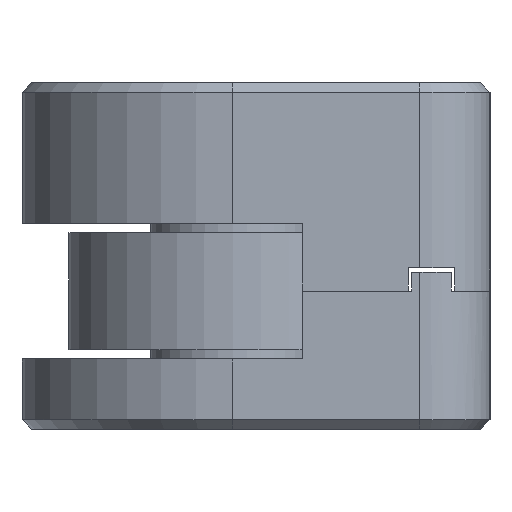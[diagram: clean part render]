
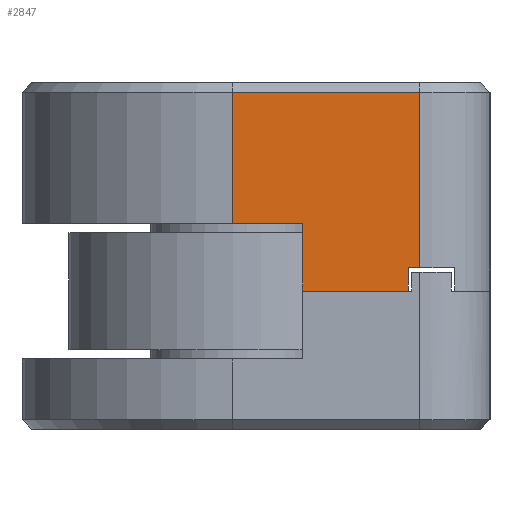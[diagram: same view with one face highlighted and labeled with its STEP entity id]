
A CAD part, left-side view. The second image highlights one B-rep face of the part: STEP entity #2847.
In plain terms, the highlighted planar face has unit normal (-1, 0, 0).
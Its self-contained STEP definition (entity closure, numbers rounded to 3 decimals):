
#155=PLANE('',#3167);
#310=FACE_OUTER_BOUND('',#506,.T.);
#506=EDGE_LOOP('',(#2411,#2412,#2413,#2414,#2415,#2416,#2417,#2418));
#671=LINE('',#4565,#924);
#708=LINE('',#4670,#961);
#711=LINE('',#4678,#964);
#732=LINE('',#4724,#985);
#737=LINE('',#4742,#990);
#744=LINE('',#4764,#997);
#746=LINE('',#4768,#999);
#747=LINE('',#4769,#1000);
#924=VECTOR('',#3708,10.);
#961=VECTOR('',#3809,10.);
#964=VECTOR('',#3816,10.);
#985=VECTOR('',#3861,10.);
#990=VECTOR('',#3880,10.);
#997=VECTOR('',#3907,10.);
#999=VECTOR('',#3911,10.);
#1000=VECTOR('',#3912,10.);
#1345=VERTEX_POINT('',#4559);
#1346=VERTEX_POINT('',#4563);
#1381=VERTEX_POINT('',#4667);
#1382=VERTEX_POINT('',#4669);
#1385=VERTEX_POINT('',#4677);
#1404=VERTEX_POINT('',#4741);
#1409=VERTEX_POINT('',#4763);
#1410=VERTEX_POINT('',#4767);
#1665=EDGE_CURVE('',#1345,#1346,#671,.T.);
#1717=EDGE_CURVE('',#1382,#1381,#708,.T.);
#1721=EDGE_CURVE('',#1385,#1382,#711,.T.);
#1745=EDGE_CURVE('',#1346,#1381,#732,.T.);
#1754=EDGE_CURVE('',#1404,#1385,#737,.T.);
#1764=EDGE_CURVE('',#1404,#1409,#744,.T.);
#1766=EDGE_CURVE('',#1410,#1345,#746,.T.);
#1767=EDGE_CURVE('',#1410,#1409,#747,.T.);
#2411=ORIENTED_EDGE('',*,*,#1665,.F.);
#2412=ORIENTED_EDGE('',*,*,#1766,.F.);
#2413=ORIENTED_EDGE('',*,*,#1767,.T.);
#2414=ORIENTED_EDGE('',*,*,#1764,.F.);
#2415=ORIENTED_EDGE('',*,*,#1754,.T.);
#2416=ORIENTED_EDGE('',*,*,#1721,.T.);
#2417=ORIENTED_EDGE('',*,*,#1717,.T.);
#2418=ORIENTED_EDGE('',*,*,#1745,.F.);
#2847=ADVANCED_FACE('',(#310),#155,.T.);
#3167=AXIS2_PLACEMENT_3D('',#4766,#3909,#3910);
#3708=DIRECTION('',(0.,-1.,0.));
#3809=DIRECTION('',(0.,-1.,0.));
#3816=DIRECTION('',(0.,0.,1.));
#3861=DIRECTION('',(0.,0.,-1.));
#3880=DIRECTION('',(0.,-1.,0.));
#3907=DIRECTION('',(0.,0.,1.));
#3909=DIRECTION('center_axis',(-1.,0.,0.));
#3910=DIRECTION('ref_axis',(0.,-1.,0.));
#3911=DIRECTION('',(0.,0.,1.));
#3912=DIRECTION('',(0.,-1.,0.));
#4559=CARTESIAN_POINT('',(-28.765,0.098,14.4));
#4563=CARTESIAN_POINT('',(-28.765,-7.902,14.4));
#4565=CARTESIAN_POINT('',(-28.765,-0.402,14.4));
#4667=CARTESIAN_POINT('',(-28.765,-7.902,6.9));
#4669=CARTESIAN_POINT('',(-28.765,-7.402,6.9));
#4670=CARTESIAN_POINT('',(-28.765,-3.402,6.9));
#4677=CARTESIAN_POINT('',(-28.765,-7.402,5.9));
#4678=CARTESIAN_POINT('',(-28.765,-7.402,7.35));
#4724=CARTESIAN_POINT('',(-28.765,-7.902,8.8));
#4741=CARTESIAN_POINT('',(-28.765,-2.902,5.9));
#4742=CARTESIAN_POINT('',(-28.765,-0.402,5.9));
#4763=CARTESIAN_POINT('',(-28.765,-2.902,8.8));
#4764=CARTESIAN_POINT('',(-28.765,-2.902,3.));
#4766=CARTESIAN_POINT('Origin',(-28.765,0.098,8.8));
#4767=CARTESIAN_POINT('',(-28.765,0.098,8.8));
#4768=CARTESIAN_POINT('',(-28.765,0.098,8.8));
#4769=CARTESIAN_POINT('',(-28.765,0.098,8.8));
